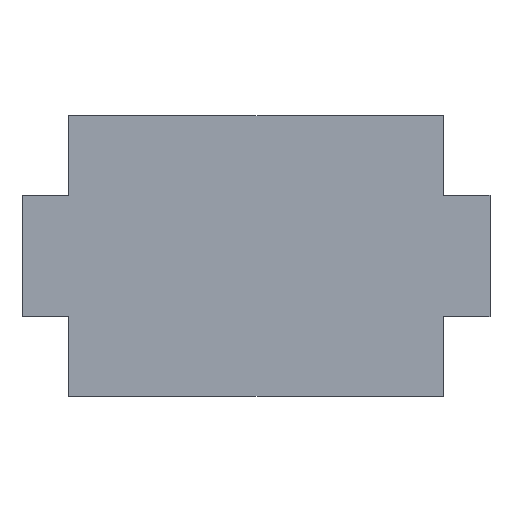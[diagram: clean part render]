
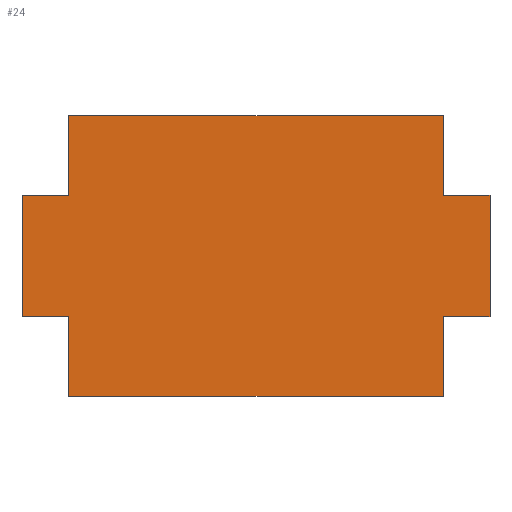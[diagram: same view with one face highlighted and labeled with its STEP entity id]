
A CAD part, front view. The second image highlights one B-rep face of the part: STEP entity #24.
In plain terms, the highlighted planar face has unit normal (0, -1, 0).
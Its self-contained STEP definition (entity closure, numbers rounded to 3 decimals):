
#3 = VECTOR ( 'NONE', #534, 1000. ) ;
#7 = ORIENTED_EDGE ( 'NONE', *, *, #314, .F. ) ;
#9 = VECTOR ( 'NONE', #205, 1000. ) ;
#17 = CARTESIAN_POINT ( 'NONE',  ( -2., 0., 1.5 ) ) ;
#24 = ADVANCED_FACE ( 'NONE', ( #547 ), #286, .T. ) ;
#29 = CARTESIAN_POINT ( 'NONE',  ( -2., 0., -1.5 ) ) ;
#51 = VECTOR ( 'NONE', #64, 1000. ) ;
#55 = DIRECTION ( 'NONE',  ( 0., 0., -1. ) ) ;
#64 = DIRECTION ( 'NONE',  ( 0., 0., 1. ) ) ;
#65 = EDGE_CURVE ( 'NONE', #545, #256, #179, .T. ) ;
#68 = VECTOR ( 'NONE', #412, 1000. ) ;
#72 = VERTEX_POINT ( 'NONE', #241 ) ;
#81 = ORIENTED_EDGE ( 'NONE', *, *, #466, .F. ) ;
#82 = CARTESIAN_POINT ( 'NONE',  ( -2.5, 0., -0.65 ) ) ;
#86 = CARTESIAN_POINT ( 'NONE',  ( -2.5, 0., -0.65 ) ) ;
#89 = DIRECTION ( 'NONE',  ( 0., 0., 1. ) ) ;
#94 = DIRECTION ( 'NONE',  ( -1., 0., 0. ) ) ;
#110 = CARTESIAN_POINT ( 'NONE',  ( 2.5, 0., -0.65 ) ) ;
#119 = VECTOR ( 'NONE', #422, 1000. ) ;
#120 = VERTEX_POINT ( 'NONE', #110 ) ;
#139 = LINE ( 'NONE', #474, #343 ) ;
#147 = ORIENTED_EDGE ( 'NONE', *, *, #322, .F. ) ;
#148 = ORIENTED_EDGE ( 'NONE', *, *, #287, .F. ) ;
#154 = CARTESIAN_POINT ( 'NONE',  ( -2.5, 0., 0.65 ) ) ;
#157 = CARTESIAN_POINT ( 'NONE',  ( -2., 0., -1.5 ) ) ;
#165 = EDGE_CURVE ( 'NONE', #289, #498, #139, .T. ) ;
#169 = LINE ( 'NONE', #515, #330 ) ;
#170 = CARTESIAN_POINT ( 'NONE',  ( -2., 0., -0.65 ) ) ;
#176 = EDGE_CURVE ( 'NONE', #354, #246, #311, .T. ) ;
#179 = LINE ( 'NONE', #419, #119 ) ;
#198 = CARTESIAN_POINT ( 'NONE',  ( 0., 0., 0. ) ) ;
#205 = DIRECTION ( 'NONE',  ( -1., 0., 0. ) ) ;
#207 = VECTOR ( 'NONE', #317, 1000. ) ;
#213 = ORIENTED_EDGE ( 'NONE', *, *, #165, .F. ) ;
#224 = ORIENTED_EDGE ( 'NONE', *, *, #528, .F. ) ;
#241 = CARTESIAN_POINT ( 'NONE',  ( -2., 0., 0.65 ) ) ;
#246 = VERTEX_POINT ( 'NONE', #170 ) ;
#249 = DIRECTION ( 'NONE',  ( 0., 0., 1. ) ) ;
#256 = VERTEX_POINT ( 'NONE', #485 ) ;
#262 = EDGE_CURVE ( 'NONE', #498, #354, #370, .T. ) ;
#270 = LINE ( 'NONE', #154, #3 ) ;
#286 = PLANE ( 'NONE',  #407 ) ;
#287 = EDGE_CURVE ( 'NONE', #414, #120, #483, .T. ) ;
#289 = VERTEX_POINT ( 'NONE', #469 ) ;
#306 = EDGE_CURVE ( 'NONE', #72, #571, #169, .T. ) ;
#311 = LINE ( 'NONE', #521, #51 ) ;
#314 = EDGE_CURVE ( 'NONE', #571, #545, #489, .T. ) ;
#316 = CARTESIAN_POINT ( 'NONE',  ( 2.5, 0., 0.65 ) ) ;
#317 = DIRECTION ( 'NONE',  ( 1., 0., 0. ) ) ;
#322 = EDGE_CURVE ( 'NONE', #327, #72, #270, .T. ) ;
#327 = VERTEX_POINT ( 'NONE', #429 ) ;
#330 = VECTOR ( 'NONE', #249, 1000. ) ;
#336 = DIRECTION ( 'NONE',  ( 0., -1., 0. ) ) ;
#343 = VECTOR ( 'NONE', #435, 1000. ) ;
#354 = VERTEX_POINT ( 'NONE', #29 ) ;
#363 = LINE ( 'NONE', #502, #519 ) ;
#368 = CARTESIAN_POINT ( 'NONE',  ( 2., 0., -1.5 ) ) ;
#370 = LINE ( 'NONE', #157, #9 ) ;
#378 = DIRECTION ( 'NONE',  ( 0., 0., -1. ) ) ;
#379 = EDGE_LOOP ( 'NONE', ( #509, #147, #81, #486, #544, #511, #213, #224, #148, #451, #467, #7 ) ) ;
#395 = VERTEX_POINT ( 'NONE', #82 ) ;
#407 = AXIS2_PLACEMENT_3D ( 'NONE', #198, #336, #378 ) ;
#412 = DIRECTION ( 'NONE',  ( -1., 0., 0. ) ) ;
#414 = VERTEX_POINT ( 'NONE', #493 ) ;
#419 = CARTESIAN_POINT ( 'NONE',  ( 2., 0., 1.5 ) ) ;
#421 = EDGE_CURVE ( 'NONE', #256, #414, #465, .T. ) ;
#422 = DIRECTION ( 'NONE',  ( 0., 0., -1. ) ) ;
#425 = VECTOR ( 'NONE', #573, 1000. ) ;
#429 = CARTESIAN_POINT ( 'NONE',  ( -2.5, 0., 0.65 ) ) ;
#435 = DIRECTION ( 'NONE',  ( 0., 0., -1. ) ) ;
#447 = CARTESIAN_POINT ( 'NONE',  ( -2.5, 0., 0.65 ) ) ;
#451 = ORIENTED_EDGE ( 'NONE', *, *, #421, .F. ) ;
#465 = LINE ( 'NONE', #447, #207 ) ;
#466 = EDGE_CURVE ( 'NONE', #395, #327, #553, .T. ) ;
#467 = ORIENTED_EDGE ( 'NONE', *, *, #65, .F. ) ;
#469 = CARTESIAN_POINT ( 'NONE',  ( 2., 0., -0.65 ) ) ;
#474 = CARTESIAN_POINT ( 'NONE',  ( 2., 0., 1.5 ) ) ;
#483 = LINE ( 'NONE', #316, #578 ) ;
#485 = CARTESIAN_POINT ( 'NONE',  ( 2., 0., 0.65 ) ) ;
#486 = ORIENTED_EDGE ( 'NONE', *, *, #565, .F. ) ;
#489 = LINE ( 'NONE', #17, #425 ) ;
#493 = CARTESIAN_POINT ( 'NONE',  ( 2.5, 0., 0.65 ) ) ;
#498 = VERTEX_POINT ( 'NONE', #368 ) ;
#502 = CARTESIAN_POINT ( 'NONE',  ( -2.5, 0., -0.65 ) ) ;
#506 = VECTOR ( 'NONE', #89, 1000. ) ;
#509 = ORIENTED_EDGE ( 'NONE', *, *, #306, .F. ) ;
#511 = ORIENTED_EDGE ( 'NONE', *, *, #262, .F. ) ;
#515 = CARTESIAN_POINT ( 'NONE',  ( -2., 0., 1.5 ) ) ;
#519 = VECTOR ( 'NONE', #94, 1000. ) ;
#521 = CARTESIAN_POINT ( 'NONE',  ( -2., 0., 1.5 ) ) ;
#528 = EDGE_CURVE ( 'NONE', #120, #289, #566, .T. ) ;
#534 = DIRECTION ( 'NONE',  ( 1., 0., 0. ) ) ;
#543 = CARTESIAN_POINT ( 'NONE',  ( 2., 0., 1.5 ) ) ;
#544 = ORIENTED_EDGE ( 'NONE', *, *, #176, .F. ) ;
#545 = VERTEX_POINT ( 'NONE', #543 ) ;
#547 = FACE_OUTER_BOUND ( 'NONE', #379, .T. ) ;
#549 = CARTESIAN_POINT ( 'NONE',  ( -2.5, 0., 0.65 ) ) ;
#553 = LINE ( 'NONE', #549, #506 ) ;
#565 = EDGE_CURVE ( 'NONE', #246, #395, #363, .T. ) ;
#566 = LINE ( 'NONE', #86, #68 ) ;
#571 = VERTEX_POINT ( 'NONE', #586 ) ;
#573 = DIRECTION ( 'NONE',  ( 1., 0., 0. ) ) ;
#578 = VECTOR ( 'NONE', #55, 1000. ) ;
#586 = CARTESIAN_POINT ( 'NONE',  ( -2., 0., 1.5 ) ) ;
